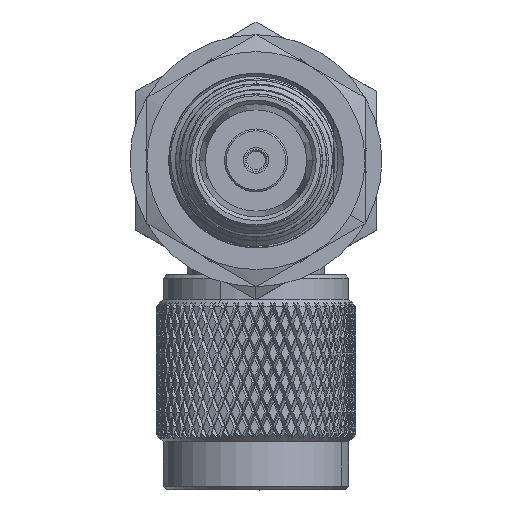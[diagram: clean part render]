
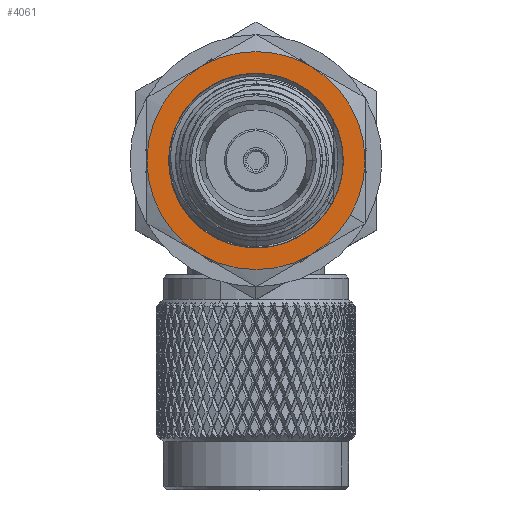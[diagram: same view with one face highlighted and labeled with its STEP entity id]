
A CAD part, top view. The second image highlights one B-rep face of the part: STEP entity #4061.
In plain terms, the highlighted face is planar.
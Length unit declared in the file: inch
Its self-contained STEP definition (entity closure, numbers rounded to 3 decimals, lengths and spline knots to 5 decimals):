
#1986 = ORIENTED_EDGE ( 'NONE', *, *, #60378, .F. ) ;
#2361 = VERTEX_POINT ( 'NONE', #91477 ) ;
#3323 = CARTESIAN_POINT ( 'NONE',  ( 0.4532, -0.27063, 0.15625 ) ) ;
#4061 = ADVANCED_FACE ( 'NONE', ( #59882, #81475 ), #63809, .T. ) ;
#7378 = VERTEX_POINT ( 'NONE', #16046 ) ;
#9003 = CIRCLE ( 'NONE', #102710, 0.3125 ) ;
#11443 = DIRECTION ( 'NONE',  ( -1., 0., 0. ) ) ;
#12354 = DIRECTION ( 'NONE',  ( -1., 0., 0. ) ) ;
#12439 = DIRECTION ( 'NONE',  ( 0., -0.5, 0.866 ) ) ;
#13155 = DIRECTION ( 'NONE',  ( -1., 0., 0. ) ) ;
#13224 = DIRECTION ( 'NONE',  ( 0., -0.5, 0.866 ) ) ;
#14710 = CARTESIAN_POINT ( 'NONE',  ( 0.4532, 0., 0. ) ) ;
#16046 = CARTESIAN_POINT ( 'NONE',  ( 0.4532, 0.27063, 0.15625 ) ) ;
#16793 = VERTEX_POINT ( 'NONE', #16894 ) ;
#16894 = CARTESIAN_POINT ( 'NONE',  ( 0.4532, 0., -0.3125 ) ) ;
#17243 = CARTESIAN_POINT ( 'NONE',  ( 0.4532, 0.27063, -0.15625 ) ) ;
#18014 = VERTEX_POINT ( 'NONE', #3323 ) ;
#19471 = CIRCLE ( 'NONE', #117494, 0.25 ) ;
#20940 = ORIENTED_EDGE ( 'NONE', *, *, #94226, .T. ) ;
#22174 = VERTEX_POINT ( 'NONE', #17243 ) ;
#25321 = AXIS2_PLACEMENT_3D ( 'NONE', #81420, #110003, #121295 ) ;
#25717 = EDGE_CURVE ( 'NONE', #7378, #22174, #45277, .T. ) ;
#29155 = VERTEX_POINT ( 'NONE', #122662 ) ;
#29178 = CARTESIAN_POINT ( 'NONE',  ( 0.4532, -0.15625, 0.27063 ) ) ;
#29343 = DIRECTION ( 'NONE',  ( 0., -0.5, 0.866 ) ) ;
#29601 = CIRCLE ( 'NONE', #121321, 0.3125 ) ;
#32599 = DIRECTION ( 'NONE',  ( 0., -0.5, 0.866 ) ) ;
#34202 = CARTESIAN_POINT ( 'NONE',  ( 0.4532, 0., 0. ) ) ;
#36485 = CARTESIAN_POINT ( 'NONE',  ( 0.4532, 0., 0.3125 ) ) ;
#36537 = CARTESIAN_POINT ( 'NONE',  ( 0.4532, -0.27063, -0.15625 ) ) ;
#40100 = VERTEX_POINT ( 'NONE', #36537 ) ;
#44852 = CARTESIAN_POINT ( 'NONE',  ( 0.4532, 0., 0. ) ) ;
#44994 = EDGE_CURVE ( 'NONE', #69683, #57119, #96840, .T. ) ;
#45277 = CIRCLE ( 'NONE', #51592, 0.3125 ) ;
#48427 = AXIS2_PLACEMENT_3D ( 'NONE', #14710, #103904, #113839 ) ;
#49296 = ORIENTED_EDGE ( 'NONE', *, *, #65871, .F. ) ;
#50782 = CARTESIAN_POINT ( 'NONE',  ( 0.4532, 0., 0. ) ) ;
#51087 = CIRCLE ( 'NONE', #48427, 0.3125 ) ;
#51592 = AXIS2_PLACEMENT_3D ( 'NONE', #50782, #11443, #32599 ) ;
#52498 = CARTESIAN_POINT ( 'NONE',  ( 0.4532, 0., 0. ) ) ;
#52872 = CIRCLE ( 'NONE', #80948, 0.3125 ) ;
#54506 = AXIS2_PLACEMENT_3D ( 'NONE', #52498, #13155, #63346 ) ;
#56897 = EDGE_CURVE ( 'NONE', #18014, #69683, #29601, .T. ) ;
#57119 = VERTEX_POINT ( 'NONE', #36485 ) ;
#58273 = EDGE_CURVE ( 'NONE', #22174, #16793, #51087, .T. ) ;
#59268 = EDGE_CURVE ( 'NONE', #40100, #18014, #111623, .T. ) ;
#59882 = FACE_BOUND ( 'NONE', #93789, .T. ) ;
#60378 = EDGE_CURVE ( 'NONE', #29155, #2361, #96023, .T. ) ;
#63016 = AXIS2_PLACEMENT_3D ( 'NONE', #124439, #65103, #104917 ) ;
#63346 = DIRECTION ( 'NONE',  ( 0., -0.5, 0.866 ) ) ;
#63809 = PLANE ( 'NONE',  #63016 ) ;
#65103 = DIRECTION ( 'NONE',  ( -1., 0., 0. ) ) ;
#65871 = EDGE_CURVE ( 'NONE', #2361, #29155, #19471, .T. ) ;
#68746 = CARTESIAN_POINT ( 'NONE',  ( 0.4532, 0., 0. ) ) ;
#68800 = ORIENTED_EDGE ( 'NONE', *, *, #25717, .T. ) ;
#69683 = VERTEX_POINT ( 'NONE', #29178 ) ;
#71689 = ORIENTED_EDGE ( 'NONE', *, *, #59268, .T. ) ;
#79957 = ORIENTED_EDGE ( 'NONE', *, *, #56897, .T. ) ;
#80371 = DIRECTION ( 'NONE',  ( -1., 0., 0. ) ) ;
#80948 = AXIS2_PLACEMENT_3D ( 'NONE', #44852, #83799, #114118 ) ;
#81420 = CARTESIAN_POINT ( 'NONE',  ( 0.4532, 0., 0. ) ) ;
#81475 = FACE_OUTER_BOUND ( 'NONE', #98582, .T. ) ;
#83799 = DIRECTION ( 'NONE',  ( -1., 0., 0. ) ) ;
#87146 = AXIS2_PLACEMENT_3D ( 'NONE', #34202, #106492, #126830 ) ;
#88198 = EDGE_CURVE ( 'NONE', #57119, #7378, #52872, .T. ) ;
#91477 = CARTESIAN_POINT ( 'NONE',  ( 0.4532, -0.21894, -0.12069 ) ) ;
#91840 = ORIENTED_EDGE ( 'NONE', *, *, #58273, .T. ) ;
#93789 = EDGE_LOOP ( 'NONE', ( #49296, #1986 ) ) ;
#94226 = EDGE_CURVE ( 'NONE', #16793, #40100, #9003, .T. ) ;
#96023 = CIRCLE ( 'NONE', #54506, 0.25 ) ;
#96840 = CIRCLE ( 'NONE', #87146, 0.3125 ) ;
#98582 = EDGE_LOOP ( 'NONE', ( #79957, #110091, #102059, #68800, #91840, #20940, #71689 ) ) ;
#102059 = ORIENTED_EDGE ( 'NONE', *, *, #88198, .T. ) ;
#102710 = AXIS2_PLACEMENT_3D ( 'NONE', #121553, #80371, #12439 ) ;
#103904 = DIRECTION ( 'NONE',  ( -1., 0., 0. ) ) ;
#104917 = DIRECTION ( 'NONE',  ( 0., -0.5, 0.866 ) ) ;
#106492 = DIRECTION ( 'NONE',  ( -1., 0., 0. ) ) ;
#109001 = DIRECTION ( 'NONE',  ( -1., 0., 0. ) ) ;
#110003 = DIRECTION ( 'NONE',  ( -1., 0., 0. ) ) ;
#110091 = ORIENTED_EDGE ( 'NONE', *, *, #44994, .T. ) ;
#111623 = CIRCLE ( 'NONE', #25321, 0.3125 ) ;
#113839 = DIRECTION ( 'NONE',  ( 0., -0.5, 0.866 ) ) ;
#114118 = DIRECTION ( 'NONE',  ( 0., -0.5, 0.866 ) ) ;
#117494 = AXIS2_PLACEMENT_3D ( 'NONE', #68746, #109001, #29343 ) ;
#121295 = DIRECTION ( 'NONE',  ( 0., -0.5, 0.866 ) ) ;
#121321 = AXIS2_PLACEMENT_3D ( 'NONE', #121894, #12354, #13224 ) ;
#121553 = CARTESIAN_POINT ( 'NONE',  ( 0.4532, 0., 0. ) ) ;
#121894 = CARTESIAN_POINT ( 'NONE',  ( 0.4532, 0., 0. ) ) ;
#122662 = CARTESIAN_POINT ( 'NONE',  ( 0.4532, -0.06947, -0.24015 ) ) ;
#124439 = CARTESIAN_POINT ( 'NONE',  ( 0.4532, 0., 0. ) ) ;
#126830 = DIRECTION ( 'NONE',  ( 0., -0.5, 0.866 ) ) ;
